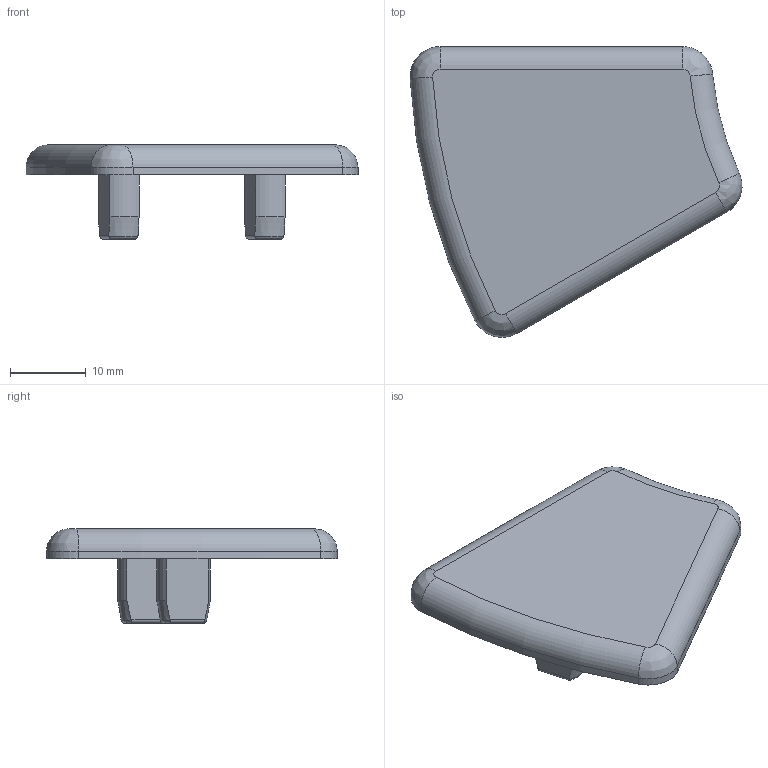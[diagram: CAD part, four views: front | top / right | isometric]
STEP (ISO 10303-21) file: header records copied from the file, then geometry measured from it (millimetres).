
FILE_DESCRIPTION(/* description */ (''),/* implementation_level */ '2;1');
FILE_NAME(/* name */ '224030R.stp',/* time_stamp */ '2022-10-05T09:29:15+02:00',/* author */ ('aluteckkpl_am'),/* organization */ (''),/* preprocessor_version */ 'ST-DEVELOPER v18.1',/* originating_system */ 'Autodesk Inventor 2021',/* authorisation */ '');
FILE_SCHEMA (('CONFIG_CONTROL_DESIGN'));
Length unit declared in the file: millimetre
Products named in the file (2): 224030R-ZP; 224030R
Assembly tree (1 placements, depth 2):
  224030R-ZP
    224030R
Bounding box: 43.93 x 38.48 x 12.5 mm (x, y, z)
Volume: 4349.5 mm3; surface area: 3327.7 mm2
Topology: 1 solids, 1 shells, 53 faces, 128 edges, 80 vertices
Faces by surface type: cylinder 22, plane 13, torus 10, cone 4, bspline 4
Entity records: 1815 total; most frequent: CARTESIAN_POINT 556, ORIENTED_EDGE 256, DIRECTION 250, EDGE_CURVE 128, AXIS2_PLACEMENT_3D 102, VERTEX_POINT 80, EDGE_LOOP 56, FACE_OUTER_BOUND 53
